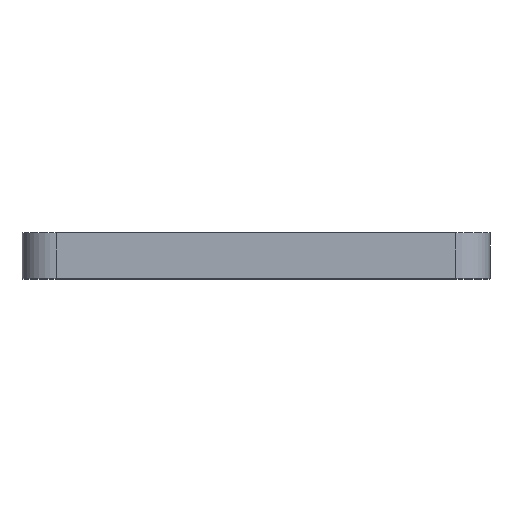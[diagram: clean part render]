
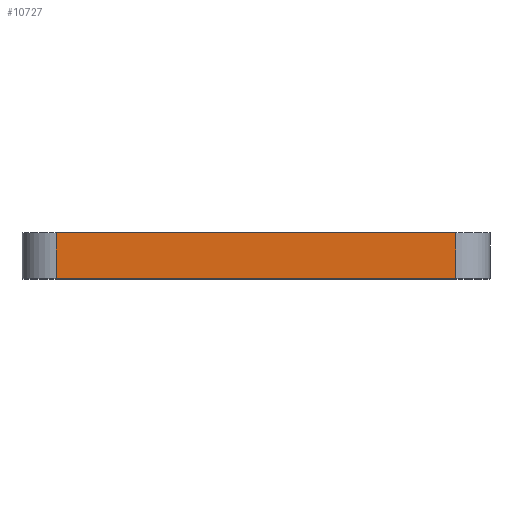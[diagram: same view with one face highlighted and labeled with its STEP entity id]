
A CAD part, top view. The second image highlights one B-rep face of the part: STEP entity #10727.
In plain terms, the highlighted planar face has unit normal (0, 0, 1).
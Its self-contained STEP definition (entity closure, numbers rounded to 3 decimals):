
#260 = ORIENTED_EDGE ( 'NONE', *, *, #1965, .T. ) ;
#540 = ORIENTED_EDGE ( 'NONE', *, *, #1307, .F. ) ;
#648 = CARTESIAN_POINT ( 'NONE',  ( -17.5, 4., 20.5 ) ) ;
#696 = VECTOR ( 'NONE', #8590, 1000. ) ;
#1209 = CARTESIAN_POINT ( 'NONE',  ( 17.5, 4., 20.5 ) ) ;
#1251 = LINE ( 'NONE', #14317, #696 ) ;
#1307 = EDGE_CURVE ( 'NONE', #2693, #13348, #14401, .T. ) ;
#1361 = DIRECTION ( 'NONE',  ( -1., 0., 0. ) ) ;
#1455 = CARTESIAN_POINT ( 'NONE',  ( -20.5, 4., 20.5 ) ) ;
#1785 = VERTEX_POINT ( 'NONE', #13098 ) ;
#1909 = DIRECTION ( 'NONE',  ( 1., 0., 0. ) ) ;
#1965 = EDGE_CURVE ( 'NONE', #2693, #5507, #10814, .T. ) ;
#2008 = CARTESIAN_POINT ( 'NONE',  ( -20.5, 0., 20.5 ) ) ;
#2693 = VERTEX_POINT ( 'NONE', #648 ) ;
#3571 = VECTOR ( 'NONE', #1909, 1000. ) ;
#3729 = EDGE_LOOP ( 'NONE', ( #540, #260, #13779, #7580 ) ) ;
#3796 = VECTOR ( 'NONE', #11323, 1000. ) ;
#5283 = EDGE_CURVE ( 'NONE', #1785, #13348, #1251, .T. ) ;
#5371 = DIRECTION ( 'NONE',  ( 1., 0., 0. ) ) ;
#5507 = VERTEX_POINT ( 'NONE', #9142 ) ;
#5669 = CARTESIAN_POINT ( 'NONE',  ( -17.5, 4., 20.5 ) ) ;
#5805 = PLANE ( 'NONE',  #13322 ) ;
#7328 = FACE_OUTER_BOUND ( 'NONE', #3729, .T. ) ;
#7466 = CARTESIAN_POINT ( 'NONE',  ( -20.5, 4., 20.5 ) ) ;
#7580 = ORIENTED_EDGE ( 'NONE', *, *, #5283, .T. ) ;
#8590 = DIRECTION ( 'NONE',  ( 0., 1., 0. ) ) ;
#9142 = CARTESIAN_POINT ( 'NONE',  ( -17.5, 0., 20.5 ) ) ;
#10727 = ADVANCED_FACE ( 'NONE', ( #7328 ), #5805, .F. ) ;
#10814 = LINE ( 'NONE', #5669, #3796 ) ;
#11247 = EDGE_CURVE ( 'NONE', #5507, #1785, #13094, .T. ) ;
#11323 = DIRECTION ( 'NONE',  ( 0., -1., 0. ) ) ;
#11765 = DIRECTION ( 'NONE',  ( 0., 0., -1. ) ) ;
#12578 = VECTOR ( 'NONE', #5371, 1000. ) ;
#13094 = LINE ( 'NONE', #2008, #3571 ) ;
#13098 = CARTESIAN_POINT ( 'NONE',  ( 17.5, 0., 20.5 ) ) ;
#13322 = AXIS2_PLACEMENT_3D ( 'NONE', #1455, #11765, #1361 ) ;
#13348 = VERTEX_POINT ( 'NONE', #1209 ) ;
#13779 = ORIENTED_EDGE ( 'NONE', *, *, #11247, .T. ) ;
#14317 = CARTESIAN_POINT ( 'NONE',  ( 17.5, 4., 20.5 ) ) ;
#14401 = LINE ( 'NONE', #7466, #12578 ) ;
